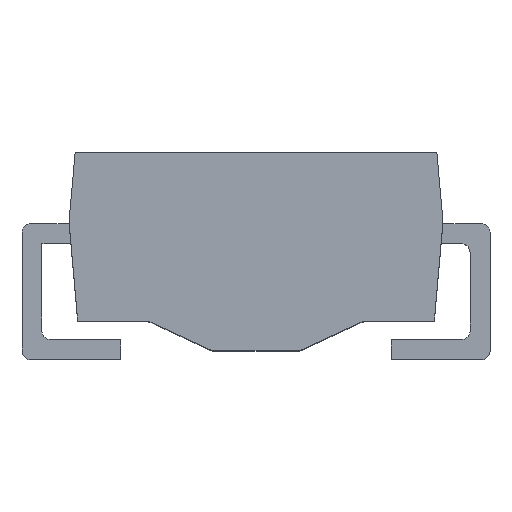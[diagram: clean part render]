
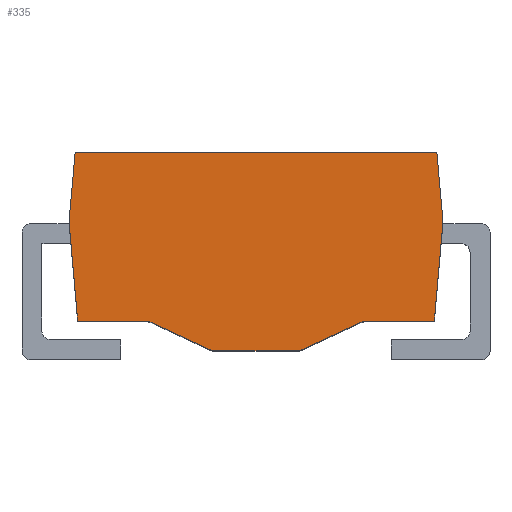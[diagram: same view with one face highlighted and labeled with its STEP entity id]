
A CAD part, top view. The second image highlights one B-rep face of the part: STEP entity #335.
In plain terms, the highlighted planar face has unit normal (0, 0, 1).
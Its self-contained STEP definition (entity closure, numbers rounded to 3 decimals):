
#335 = ADVANCED_FACE( '', ( #683 ), #684, .T. );
#683 = FACE_OUTER_BOUND( '', #1044, .T. );
#684 = PLANE( '', #1045 );
#1044 = EDGE_LOOP( '', ( #2190, #2191, #2192, #2193, #2194, #2195, #2196, #2197, #2198, #2199 ) );
#1045 = AXIS2_PLACEMENT_3D( '', #2200, #2201, #2202 );
#2190 = ORIENTED_EDGE( '', *, *, #2350, .T. );
#2191 = ORIENTED_EDGE( '', *, *, #2553, .T. );
#2192 = ORIENTED_EDGE( '', *, *, #2427, .T. );
#2193 = ORIENTED_EDGE( '', *, *, #2424, .T. );
#2194 = ORIENTED_EDGE( '', *, *, #2311, .T. );
#2195 = ORIENTED_EDGE( '', *, *, #2591, .T. );
#2196 = ORIENTED_EDGE( '', *, *, #2588, .T. );
#2197 = ORIENTED_EDGE( '', *, *, #2679, .T. );
#2198 = ORIENTED_EDGE( '', *, *, #2409, .T. );
#2199 = ORIENTED_EDGE( '', *, *, #2666, .T. );
#2200 = CARTESIAN_POINT( '', ( 0., 0., 1.81 ) );
#2201 = DIRECTION( '', ( 0., 0., 1. ) );
#2202 = DIRECTION( '', ( 1., 0., 0. ) );
#2311 = EDGE_CURVE( '', #2718, #2716, #2719, .T. );
#2350 = EDGE_CURVE( '', #2792, #2790, #2793, .T. );
#2409 = EDGE_CURVE( '', #2898, #2896, #2899, .T. );
#2424 = EDGE_CURVE( '', #2922, #2718, #2923, .T. );
#2427 = EDGE_CURVE( '', #2926, #2922, #2927, .T. );
#2553 = EDGE_CURVE( '', #2790, #2926, #3103, .T. );
#2588 = EDGE_CURVE( '', #3146, #3144, #3147, .T. );
#2591 = EDGE_CURVE( '', #2716, #3146, #3150, .T. );
#2666 = EDGE_CURVE( '', #2896, #2792, #3248, .T. );
#2679 = EDGE_CURVE( '', #3144, #2898, #3262, .T. );
#2716 = VERTEX_POINT( '', #3373 );
#2718 = VERTEX_POINT( '', #3376 );
#2719 = LINE( '', #3377, #3378 );
#2790 = VERTEX_POINT( '', #3632 );
#2792 = VERTEX_POINT( '', #3635 );
#2793 = LINE( '', #3636, #3637 );
#2896 = VERTEX_POINT( '', #3857 );
#2898 = VERTEX_POINT( '', #3860 );
#2899 = LINE( '', #3861, #3862 );
#2922 = VERTEX_POINT( '', #3898 );
#2923 = LINE( '', #3899, #3900 );
#2926 = VERTEX_POINT( '', #3904 );
#2927 = LINE( '', #3905, #3906 );
#3103 = LINE( '', #4244, #4245 );
#3144 = VERTEX_POINT( '', #4339 );
#3146 = VERTEX_POINT( '', #4342 );
#3147 = LINE( '', #4343, #4344 );
#3150 = LINE( '', #4348, #4349 );
#3248 = LINE( '', #4637, #4638 );
#3262 = LINE( '', #4656, #4657 );
#3373 = CARTESIAN_POINT( '', ( -0.5, -1.29, 1.81 ) );
#3376 = CARTESIAN_POINT( '', ( -1.246, -0.945, 1.81 ) );
#3377 = CARTESIAN_POINT( '', ( -1.246, -0.945, 1.81 ) );
#3378 = VECTOR( '', #4672, 1000. );
#3632 = CARTESIAN_POINT( '', ( -2.087, 1.005, 1.81 ) );
#3635 = CARTESIAN_POINT( '', ( 2.087, 1.005, 1.81 ) );
#3636 = CARTESIAN_POINT( '', ( 2.087, 1.005, 1.81 ) );
#3637 = VECTOR( '', #4678, 1000. );
#3857 = CARTESIAN_POINT( '', ( 2.158, 0.198, 1.81 ) );
#3860 = CARTESIAN_POINT( '', ( 2.058, -0.945, 1.81 ) );
#3861 = CARTESIAN_POINT( '', ( 2.065, -0.865, 1.81 ) );
#3862 = VECTOR( '', #4704, 1000. );
#3898 = CARTESIAN_POINT( '', ( -2.058, -0.945, 1.81 ) );
#3899 = CARTESIAN_POINT( '', ( -2.065, -0.945, 1.81 ) );
#3900 = VECTOR( '', #4715, 1000. );
#3904 = CARTESIAN_POINT( '', ( -2.158, 0.198, 1.81 ) );
#3905 = CARTESIAN_POINT( '', ( -2.158, 0.198, 1.81 ) );
#3906 = VECTOR( '', #4717, 1000. );
#4244 = CARTESIAN_POINT( '', ( -2.087, 1.005, 1.81 ) );
#4245 = VECTOR( '', #4800, 1000. );
#4339 = CARTESIAN_POINT( '', ( 1.246, -0.945, 1.81 ) );
#4342 = CARTESIAN_POINT( '', ( 0.5, -1.29, 1.81 ) );
#4343 = CARTESIAN_POINT( '', ( 0.5, -1.29, 1.81 ) );
#4344 = VECTOR( '', #4811, 1000. );
#4348 = CARTESIAN_POINT( '', ( -0.5, -1.29, 1.81 ) );
#4349 = VECTOR( '', #4813, 1000. );
#4637 = CARTESIAN_POINT( '', ( 2.158, 0.198, 1.81 ) );
#4638 = VECTOR( '', #4850, 1000. );
#4656 = CARTESIAN_POINT( '', ( 1.246, -0.945, 1.81 ) );
#4657 = VECTOR( '', #4852, 1000. );
#4672 = DIRECTION( '', ( 0.908, -0.42, 0. ) );
#4678 = DIRECTION( '', ( -1., 0., 0. ) );
#4704 = DIRECTION( '', ( 0.087, 0.996, 0. ) );
#4715 = DIRECTION( '', ( 1., 0., 0. ) );
#4717 = DIRECTION( '', ( 0.087, -0.996, 0. ) );
#4800 = DIRECTION( '', ( -0.087, -0.996, 0. ) );
#4811 = DIRECTION( '', ( 0.908, 0.42, 0. ) );
#4813 = DIRECTION( '', ( 1., 0., 0. ) );
#4850 = DIRECTION( '', ( -0.087, 0.996, 0. ) );
#4852 = DIRECTION( '', ( 1., 0., 0. ) );
